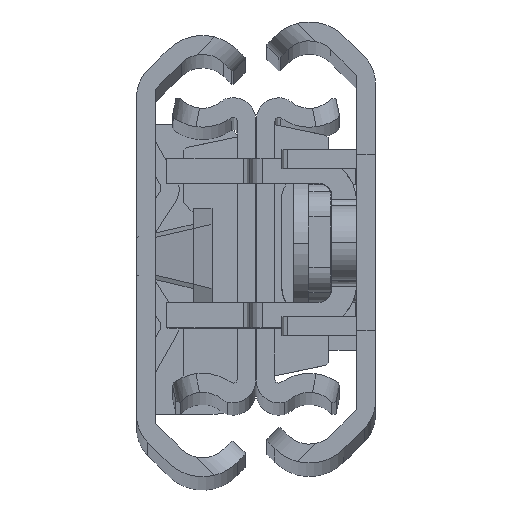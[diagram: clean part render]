
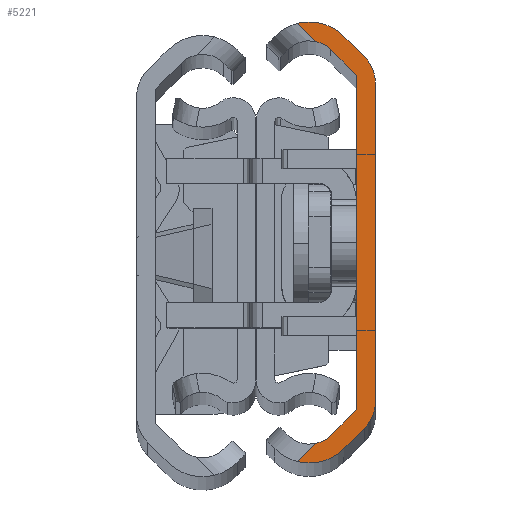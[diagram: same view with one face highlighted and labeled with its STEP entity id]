
A CAD part, top view. The second image highlights one B-rep face of the part: STEP entity #5221.
In plain terms, the highlighted face is planar.
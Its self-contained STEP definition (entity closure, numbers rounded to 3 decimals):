
#246 = EDGE_CURVE ( 'NONE', #496, #5552, #11392, .T. ) ;
#329 = CIRCLE ( 'NONE', #7785, 3.88 ) ;
#448 = CARTESIAN_POINT ( 'NONE',  ( 0., -13.286, -609.6 ) ) ;
#496 = VERTEX_POINT ( 'NONE', #2140 ) ;
#813 = VECTOR ( 'NONE', #11394, 1000. ) ;
#839 = ORIENTED_EDGE ( 'NONE', *, *, #11981, .F. ) ;
#846 = DIRECTION ( 'NONE',  ( 0.707, -0.707, 0. ) ) ;
#852 = VERTEX_POINT ( 'NONE', #3035 ) ;
#864 = EDGE_CURVE ( 'NONE', #852, #1442, #9480, .T. ) ;
#1082 = CARTESIAN_POINT ( 'NONE',  ( 3.75, -13.67, -609.6 ) ) ;
#1164 = CARTESIAN_POINT ( 'NONE',  ( 1.5, 12.665, -609.6 ) ) ;
#1195 = EDGE_CURVE ( 'NONE', #2567, #8802, #7761, .T. ) ;
#1220 = VECTOR ( 'NONE', #846, 1000. ) ;
#1430 = AXIS2_PLACEMENT_3D ( 'NONE', #7623, #4495, #9827 ) ;
#1442 = VERTEX_POINT ( 'NONE', #9358 ) ;
#1649 = DIRECTION ( 'NONE',  ( 0., 1., 0. ) ) ;
#1711 = CARTESIAN_POINT ( 'NONE',  ( 5.009, -17.757, -609.6 ) ) ;
#1740 = EDGE_CURVE ( 'NONE', #5186, #11070, #329, .T. ) ;
#1857 = CIRCLE ( 'NONE', #1430, 2.38 ) ;
#1903 = ORIENTED_EDGE ( 'NONE', *, *, #864, .F. ) ;
#2048 = CARTESIAN_POINT ( 'NONE',  ( 3.75, 13.67, -609.6 ) ) ;
#2140 = CARTESIAN_POINT ( 'NONE',  ( -1.5, -12.665, -609.6 ) ) ;
#2490 = CARTESIAN_POINT ( 'NONE',  ( 4.687, 17.435, -609.6 ) ) ;
#2567 = VERTEX_POINT ( 'NONE', #12380 ) ;
#2606 = ORIENTED_EDGE ( 'NONE', *, *, #9934, .F. ) ;
#2626 = AXIS2_PLACEMENT_3D ( 'NONE', #5273, #9334, #5146 ) ;
#2692 = CARTESIAN_POINT ( 'NONE',  ( -0.621, 14.786, -609.6 ) ) ;
#2743 = VERTEX_POINT ( 'NONE', #7482 ) ;
#2971 = DIRECTION ( 'NONE',  ( 0., 0., -1. ) ) ;
#3035 = CARTESIAN_POINT ( 'NONE',  ( 2.067, 15.353, -609.6 ) ) ;
#3041 = VECTOR ( 'NONE', #10397, 1000. ) ;
#3237 = CARTESIAN_POINT ( 'NONE',  ( -0.621, -14.786, -609.6 ) ) ;
#3242 = EDGE_CURVE ( 'NONE', #6288, #11070, #3915, .T. ) ;
#3902 = ORIENTED_EDGE ( 'NONE', *, *, #3242, .T. ) ;
#3915 = LINE ( 'NONE', #1711, #1220 ) ;
#4072 = LINE ( 'NONE', #8136, #4444 ) ;
#4101 = DIRECTION ( 'NONE',  ( 0., 0., 1. ) ) ;
#4444 = VECTOR ( 'NONE', #9263, 1000. ) ;
#4495 = DIRECTION ( 'NONE',  ( 0., 0., -1. ) ) ;
#4564 = EDGE_CURVE ( 'NONE', #5552, #5186, #10523, .T. ) ;
#4662 = EDGE_CURVE ( 'NONE', #12716, #2567, #4757, .T. ) ;
#4757 = CIRCLE ( 'NONE', #5821, 3.88 ) ;
#5033 = ORIENTED_EDGE ( 'NONE', *, *, #9599, .F. ) ;
#5059 = CARTESIAN_POINT ( 'NONE',  ( 0., 13.286, -609.6 ) ) ;
#5092 = VECTOR ( 'NONE', #11745, 1000. ) ;
#5114 = DIRECTION ( 'NONE',  ( 0.707, 0.707, 0. ) ) ;
#5146 = DIRECTION ( 'NONE',  ( 1., 0., 0. ) ) ;
#5186 = VERTEX_POINT ( 'NONE', #10891 ) ;
#5221 = ADVANCED_FACE ( 'NONE', ( #7147 ), #12232, .F. ) ;
#5268 = VECTOR ( 'NONE', #5114, 1000. ) ;
#5273 = CARTESIAN_POINT ( 'NONE',  ( 1.5, 12.665, -609.6 ) ) ;
#5318 = CARTESIAN_POINT ( 'NONE',  ( 4.687, -17.435, -609.6 ) ) ;
#5552 = VERTEX_POINT ( 'NONE', #9796 ) ;
#5760 = DIRECTION ( 'NONE',  ( 0., 0., 1. ) ) ;
#5821 = AXIS2_PLACEMENT_3D ( 'NONE', #6898, #5760, #9891 ) ;
#6146 = ORIENTED_EDGE ( 'NONE', *, *, #11076, .T. ) ;
#6229 = EDGE_LOOP ( 'NONE', ( #2606, #3902, #12617, #8839, #12255, #8209, #10279, #11740, #6924, #6146, #1903, #5033, #839, #10606 ) ) ;
#6288 = VERTEX_POINT ( 'NONE', #9894 ) ;
#6361 = DIRECTION ( 'NONE',  ( 1., 0., 0. ) ) ;
#6680 = CARTESIAN_POINT ( 'NONE',  ( 1.5, -12.665, -609.6 ) ) ;
#6738 = CIRCLE ( 'NONE', #13165, 3. ) ;
#6898 = CARTESIAN_POINT ( 'NONE',  ( 3.75, 13.67, -609.6 ) ) ;
#6924 = ORIENTED_EDGE ( 'NONE', *, *, #4662, .F. ) ;
#7147 = FACE_OUTER_BOUND ( 'NONE', #6229, .T. ) ;
#7482 = CARTESIAN_POINT ( 'NONE',  ( 2.067, -15.353, -609.6 ) ) ;
#7524 = LINE ( 'NONE', #10473, #5092 ) ;
#7613 = DIRECTION ( 'NONE',  ( 0., 0., 1. ) ) ;
#7623 = CARTESIAN_POINT ( 'NONE',  ( 3.75, -13.67, -609.6 ) ) ;
#7761 = LINE ( 'NONE', #2692, #11840 ) ;
#7785 = AXIS2_PLACEMENT_3D ( 'NONE', #1082, #9215, #8146 ) ;
#7941 = VERTEX_POINT ( 'NONE', #5059 ) ;
#8126 = CARTESIAN_POINT ( 'NONE',  ( 4.089, 16.838, -609.6 ) ) ;
#8136 = CARTESIAN_POINT ( 'NONE',  ( 2.067, -15.353, -609.6 ) ) ;
#8146 = DIRECTION ( 'NONE',  ( 1., 0., 0. ) ) ;
#8209 = ORIENTED_EDGE ( 'NONE', *, *, #10764, .F. ) ;
#8425 = EDGE_CURVE ( 'NONE', #8802, #10533, #6738, .T. ) ;
#8802 = VERTEX_POINT ( 'NONE', #10235 ) ;
#8839 = ORIENTED_EDGE ( 'NONE', *, *, #4564, .F. ) ;
#9044 = AXIS2_PLACEMENT_3D ( 'NONE', #6680, #7613, #11764 ) ;
#9215 = DIRECTION ( 'NONE',  ( 0., 0., 1. ) ) ;
#9247 = DIRECTION ( 'NONE',  ( 1., 0., 0. ) ) ;
#9263 = DIRECTION ( 'NONE',  ( -0.707, 0.707, 0. ) ) ;
#9318 = LINE ( 'NONE', #8126, #813 ) ;
#9331 = CARTESIAN_POINT ( 'NONE',  ( -1.5, 12.665, -609.6 ) ) ;
#9334 = DIRECTION ( 'NONE',  ( 0., 0., 1. ) ) ;
#9358 = CARTESIAN_POINT ( 'NONE',  ( 3.248, 15.996, -609.6 ) ) ;
#9480 = CIRCLE ( 'NONE', #12690, 2.38 ) ;
#9599 = EDGE_CURVE ( 'NONE', #7941, #852, #10050, .T. ) ;
#9796 = CARTESIAN_POINT ( 'NONE',  ( -0.621, -14.786, -609.6 ) ) ;
#9827 = DIRECTION ( 'NONE',  ( 1., 0., 0. ) ) ;
#9854 = LINE ( 'NONE', #448, #10238 ) ;
#9891 = DIRECTION ( 'NONE',  ( 1., 0., 0. ) ) ;
#9894 = CARTESIAN_POINT ( 'NONE',  ( 3.248, -15.996, -609.6 ) ) ;
#9934 = EDGE_CURVE ( 'NONE', #6288, #2743, #1857, .T. ) ;
#10050 = LINE ( 'NONE', #13073, #5268 ) ;
#10235 = CARTESIAN_POINT ( 'NONE',  ( -0.621, 14.786, -609.6 ) ) ;
#10238 = VECTOR ( 'NONE', #1649, 1000. ) ;
#10279 = ORIENTED_EDGE ( 'NONE', *, *, #8425, .F. ) ;
#10397 = DIRECTION ( 'NONE',  ( 0.707, -0.707, 0. ) ) ;
#10473 = CARTESIAN_POINT ( 'NONE',  ( -1.5, 0., -609.6 ) ) ;
#10523 = LINE ( 'NONE', #3237, #3041 ) ;
#10533 = VERTEX_POINT ( 'NONE', #9331 ) ;
#10606 = ORIENTED_EDGE ( 'NONE', *, *, #10675, .F. ) ;
#10675 = EDGE_CURVE ( 'NONE', #2743, #12450, #4072, .T. ) ;
#10764 = EDGE_CURVE ( 'NONE', #10533, #496, #7524, .T. ) ;
#10891 = CARTESIAN_POINT ( 'NONE',  ( 1.006, -16.414, -609.6 ) ) ;
#11070 = VERTEX_POINT ( 'NONE', #5318 ) ;
#11076 = EDGE_CURVE ( 'NONE', #12716, #1442, #9318, .T. ) ;
#11392 = CIRCLE ( 'NONE', #9044, 3. ) ;
#11394 = DIRECTION ( 'NONE',  ( -0.707, -0.707, 0. ) ) ;
#11740 = ORIENTED_EDGE ( 'NONE', *, *, #1195, .F. ) ;
#11745 = DIRECTION ( 'NONE',  ( 0., -1., 0. ) ) ;
#11764 = DIRECTION ( 'NONE',  ( 1., 0., 0. ) ) ;
#11840 = VECTOR ( 'NONE', #13209, 1000. ) ;
#11981 = EDGE_CURVE ( 'NONE', #12450, #7941, #9854, .T. ) ;
#12232 = PLANE ( 'NONE',  #2626 ) ;
#12255 = ORIENTED_EDGE ( 'NONE', *, *, #246, .F. ) ;
#12340 = CARTESIAN_POINT ( 'NONE',  ( 0., -13.286, -609.6 ) ) ;
#12380 = CARTESIAN_POINT ( 'NONE',  ( 1.006, 16.414, -609.6 ) ) ;
#12450 = VERTEX_POINT ( 'NONE', #12340 ) ;
#12617 = ORIENTED_EDGE ( 'NONE', *, *, #1740, .F. ) ;
#12690 = AXIS2_PLACEMENT_3D ( 'NONE', #2048, #2971, #9247 ) ;
#12716 = VERTEX_POINT ( 'NONE', #2490 ) ;
#13073 = CARTESIAN_POINT ( 'NONE',  ( 2.067, 15.353, -609.6 ) ) ;
#13165 = AXIS2_PLACEMENT_3D ( 'NONE', #1164, #4101, #6361 ) ;
#13209 = DIRECTION ( 'NONE',  ( -0.707, -0.707, 0. ) ) ;
